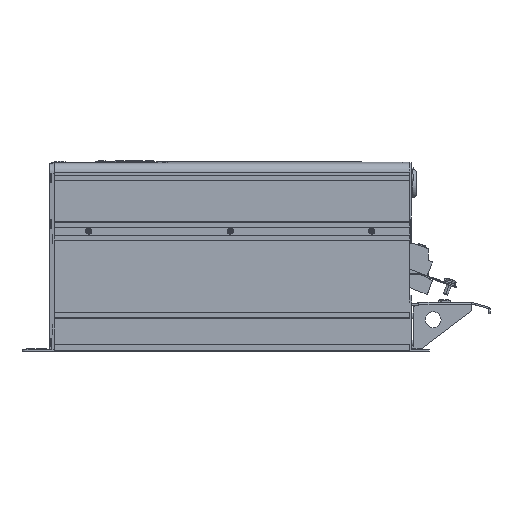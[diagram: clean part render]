
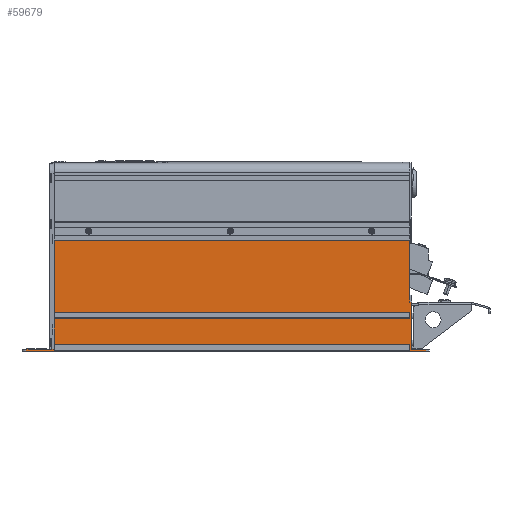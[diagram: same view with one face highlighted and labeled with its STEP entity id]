
A CAD part, left-side view. The second image highlights one B-rep face of the part: STEP entity #59679.
In plain terms, the highlighted planar face has unit normal (-1, 0, 0).
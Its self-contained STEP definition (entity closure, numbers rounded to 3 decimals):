
#771=DIRECTION('',(0.,-1.,0.));
#772=VECTOR('',#771,12.);
#773=CARTESIAN_POINT('',(-115.,223.75,1.));
#774=LINE('',#773,#772);
#819=DIRECTION('',(0.,0.,-1.));
#820=VECTOR('',#819,1.);
#821=CARTESIAN_POINT('',(-115.,211.75,1.));
#822=LINE('',#821,#820);
#823=DIRECTION('',(0.,0.,-1.));
#824=VECTOR('',#823,1.);
#825=CARTESIAN_POINT('',(-115.,223.75,1.));
#826=LINE('',#825,#824);
#827=DIRECTION('',(0.,1.,0.));
#828=VECTOR('',#827,36.);
#829=CARTESIAN_POINT('',(-115.,223.75,0.));
#830=LINE('',#829,#828);
#831=DIRECTION('',(0.,-1.,0.));
#832=VECTOR('',#831,33.);
#833=CARTESIAN_POINT('',(-115.,259.75,2.5));
#834=LINE('',#833,#832);
#835=DIRECTION('',(0.,-1.,0.));
#836=VECTOR('',#835,3.);
#837=CARTESIAN_POINT('',(-115.,226.75,2.5));
#838=LINE('',#837,#836);
#839=DIRECTION('',(0.,0.,-1.));
#840=VECTOR('',#839,1.4);
#841=CARTESIAN_POINT('',(-115.,223.75,2.5));
#842=LINE('',#841,#840);
#843=DIRECTION('',(0.,1.,0.));
#844=VECTOR('',#843,451.7);
#845=CARTESIAN_POINT('',(-115.,-227.95,9.1));
#846=LINE('',#845,#844);
#847=DIRECTION('',(0.,0.,1.));
#848=VECTOR('',#847,12.4);
#849=CARTESIAN_POINT('',(-115.,223.75,9.1));
#850=LINE('',#849,#848);
#851=DIRECTION('',(0.,0.,1.));
#852=VECTOR('',#851,12.);
#853=CARTESIAN_POINT('',(-115.,223.75,21.5));
#854=LINE('',#853,#852);
#855=DIRECTION('',(0.,0.,1.));
#856=VECTOR('',#855,8.6);
#857=CARTESIAN_POINT('',(-115.,223.75,33.5));
#858=LINE('',#857,#856);
#859=DIRECTION('',(0.,1.,0.));
#860=VECTOR('',#859,451.7);
#861=CARTESIAN_POINT('',(-115.,-227.95,48.7));
#862=LINE('',#861,#860);
#863=DIRECTION('',(0.,0.,1.));
#864=VECTOR('',#863,87.8);
#865=CARTESIAN_POINT('',(-115.,223.75,48.7));
#866=LINE('',#865,#864);
#867=DIRECTION('',(0.,0.,1.));
#868=VECTOR('',#867,4.6);
#869=CARTESIAN_POINT('',(-115.,223.75,136.5));
#870=LINE('',#869,#868);
#871=DIRECTION('',(0.,0.,-1.));
#872=VECTOR('',#871,78.6);
#873=CARTESIAN_POINT('',(-115.,-227.95,141.1));
#874=LINE('',#873,#872);
#875=DIRECTION('',(0.,1.,0.));
#876=VECTOR('',#875,460.);
#877=CARTESIAN_POINT('',(-115.,-248.25,0.));
#878=LINE('',#877,#876);
#4227=DIRECTION('',(0.,1.,0.));
#4228=VECTOR('',#4227,451.7);
#4229=CARTESIAN_POINT('',(-115.,-227.95,141.1));
#4230=LINE('',#4229,#4228);
#4275=DIRECTION('',(0.,0.,-1.));
#4276=VECTOR('',#4275,6.6);
#4277=CARTESIAN_POINT('',(-115.,-227.95,48.7));
#4278=LINE('',#4277,#4276);
#4287=DIRECTION('',(0.,1.,0.));
#4288=VECTOR('',#4287,451.7);
#4289=CARTESIAN_POINT('',(-115.,-227.95,42.1));
#4290=LINE('',#4289,#4288);
#4339=DIRECTION('',(0.,0.,-1.));
#4340=VECTOR('',#4339,8.);
#4341=CARTESIAN_POINT('',(-115.,-227.95,9.1));
#4342=LINE('',#4341,#4340);
#4351=DIRECTION('',(0.,1.,0.));
#4352=VECTOR('',#4351,451.7);
#4353=CARTESIAN_POINT('',(-115.,-227.95,1.1));
#4354=LINE('',#4353,#4352);
#32871=DIRECTION('',(0.,0.,-1.));
#32872=VECTOR('',#32871,2.5);
#32873=CARTESIAN_POINT('',(-115.,259.75,2.5));
#32874=LINE('',#32873,#32872);
#32983=DIRECTION('',(0.,1.,0.));
#32984=VECTOR('',#32983,2.5);
#32985=CARTESIAN_POINT('',(-115.,-230.45,62.5));
#32986=LINE('',#32985,#32984);
#33023=DIRECTION('',(0.,0.,1.));
#33024=VECTOR('',#33023,60.);
#33025=CARTESIAN_POINT('',(-115.,-230.45,2.5));
#33026=LINE('',#33025,#33024);
#38991=DIRECTION('',(0.,1.,0.));
#38992=VECTOR('',#38991,17.8);
#38993=CARTESIAN_POINT('',(-115.,-248.25,2.5));
#38994=LINE('',#38993,#38992);
#39038=DIRECTION('',(0.,0.,1.));
#39039=VECTOR('',#39038,2.5);
#39040=CARTESIAN_POINT('',(-115.,-248.25,0.));
#39041=LINE('',#39040,#39039);
#49346=CARTESIAN_POINT('',(-115.,-230.45,2.5));
#49347=VERTEX_POINT('',#49346);
#49348=CARTESIAN_POINT('',(-115.,-230.45,62.5));
#49349=VERTEX_POINT('',#49348);
#49442=CARTESIAN_POINT('',(-115.,-227.95,9.1));
#49443=CARTESIAN_POINT('',(-115.,-227.95,1.1));
#49444=VERTEX_POINT('',#49442);
#49445=VERTEX_POINT('',#49443);
#49458=CARTESIAN_POINT('',(-115.,-227.95,48.7));
#49459=CARTESIAN_POINT('',(-115.,-227.95,42.1));
#49460=VERTEX_POINT('',#49458);
#49461=VERTEX_POINT('',#49459);
#49498=CARTESIAN_POINT('',(-115.,-227.95,62.5));
#49499=VERTEX_POINT('',#49498);
#49500=CARTESIAN_POINT('',(-115.,-227.95,141.1));
#49501=VERTEX_POINT('',#49500);
#50178=CARTESIAN_POINT('',(-115.,-248.25,2.5));
#50180=VERTEX_POINT('',#50178);
#50203=CARTESIAN_POINT('',(-115.,-248.25,0.));
#50204=VERTEX_POINT('',#50203);
#50243=CARTESIAN_POINT('',(-115.,259.75,0.));
#50244=VERTEX_POINT('',#50243);
#50245=CARTESIAN_POINT('',(-115.,223.75,0.));
#50246=VERTEX_POINT('',#50245);
#50265=CARTESIAN_POINT('',(-115.,211.75,0.));
#50266=VERTEX_POINT('',#50265);
#50291=CARTESIAN_POINT('',(-115.,223.75,1.));
#50292=VERTEX_POINT('',#50291);
#50325=CARTESIAN_POINT('',(-115.,211.75,1.));
#50326=VERTEX_POINT('',#50325);
#50327=CARTESIAN_POINT('',(-115.,259.75,2.5));
#50328=VERTEX_POINT('',#50327);
#50329=CARTESIAN_POINT('',(-115.,226.75,2.5));
#50330=VERTEX_POINT('',#50329);
#50331=CARTESIAN_POINT('',(-115.,223.75,2.5));
#50332=VERTEX_POINT('',#50331);
#50333=CARTESIAN_POINT('',(-115.,223.75,1.1));
#50334=VERTEX_POINT('',#50333);
#50335=CARTESIAN_POINT('',(-115.,223.75,9.1));
#50336=VERTEX_POINT('',#50335);
#50337=CARTESIAN_POINT('',(-115.,223.75,21.5));
#50338=VERTEX_POINT('',#50337);
#50339=CARTESIAN_POINT('',(-115.,223.75,33.5));
#50340=VERTEX_POINT('',#50339);
#50341=CARTESIAN_POINT('',(-115.,223.75,42.1));
#50342=VERTEX_POINT('',#50341);
#50343=CARTESIAN_POINT('',(-115.,223.75,48.7));
#50344=VERTEX_POINT('',#50343);
#50345=CARTESIAN_POINT('',(-115.,223.75,136.5));
#50346=VERTEX_POINT('',#50345);
#50347=CARTESIAN_POINT('',(-115.,223.75,141.1));
#50348=VERTEX_POINT('',#50347);
#59623=CARTESIAN_POINT('',(-115.,223.75,227.));
#59624=DIRECTION('',(-1.,0.,0.));
#59625=DIRECTION('',(0.,0.,-1.));
#59626=AXIS2_PLACEMENT_3D('',#59623,#59624,#59625);
#59627=PLANE('',#59626);
#59628=ORIENTED_EDGE('',*,*,#59563,.F.);
#59630=ORIENTED_EDGE('',*,*,#59629,.T.);
#59632=ORIENTED_EDGE('',*,*,#59631,.T.);
#59634=ORIENTED_EDGE('',*,*,#59633,.F.);
#59636=ORIENTED_EDGE('',*,*,#59635,.T.);
#59638=ORIENTED_EDGE('',*,*,#59637,.T.);
#59640=ORIENTED_EDGE('',*,*,#59639,.T.);
#59642=ORIENTED_EDGE('',*,*,#59641,.F.);
#59644=ORIENTED_EDGE('',*,*,#59643,.F.);
#59646=ORIENTED_EDGE('',*,*,#59645,.T.);
#59648=ORIENTED_EDGE('',*,*,#59647,.T.);
#59650=ORIENTED_EDGE('',*,*,#59649,.T.);
#59652=ORIENTED_EDGE('',*,*,#59651,.T.);
#59654=ORIENTED_EDGE('',*,*,#59653,.F.);
#59656=ORIENTED_EDGE('',*,*,#59655,.F.);
#59658=ORIENTED_EDGE('',*,*,#59657,.T.);
#59660=ORIENTED_EDGE('',*,*,#59659,.T.);
#59662=ORIENTED_EDGE('',*,*,#59661,.T.);
#59664=ORIENTED_EDGE('',*,*,#59663,.F.);
#59665=ORIENTED_EDGE('',*,*,#59077,.T.);
#59667=ORIENTED_EDGE('',*,*,#59666,.F.);
#59669=ORIENTED_EDGE('',*,*,#59668,.F.);
#59671=ORIENTED_EDGE('',*,*,#59670,.F.);
#59673=ORIENTED_EDGE('',*,*,#59672,.F.);
#59675=ORIENTED_EDGE('',*,*,#59674,.T.);
#59676=ORIENTED_EDGE('',*,*,#59614,.F.);
#59677=EDGE_LOOP('',(#59628,#59630,#59632,#59634,#59636,#59638,#59640,#59642,
#59644,#59646,#59648,#59650,#59652,#59654,#59656,#59658,#59660,#59662,#59664,
#59665,#59667,#59669,#59671,#59673,#59675,#59676));
#59678=FACE_OUTER_BOUND('',#59677,.F.);
#59679=ADVANCED_FACE('',(#59678),#59627,.T.);
#59077=EDGE_CURVE('',#49501,#49499,#874,.T.);
#59563=EDGE_CURVE('',#50292,#50326,#774,.T.);
#59614=EDGE_CURVE('',#50326,#50266,#822,.T.);
#59629=EDGE_CURVE('',#50292,#50246,#826,.T.);
#59631=EDGE_CURVE('',#50246,#50244,#830,.T.);
#59633=EDGE_CURVE('',#50328,#50244,#32874,.T.);
#59635=EDGE_CURVE('',#50328,#50330,#834,.T.);
#59637=EDGE_CURVE('',#50330,#50332,#838,.T.);
#59639=EDGE_CURVE('',#50332,#50334,#842,.T.);
#59641=EDGE_CURVE('',#49445,#50334,#4354,.T.);
#59643=EDGE_CURVE('',#49444,#49445,#4342,.T.);
#59645=EDGE_CURVE('',#49444,#50336,#846,.T.);
#59647=EDGE_CURVE('',#50336,#50338,#850,.T.);
#59649=EDGE_CURVE('',#50338,#50340,#854,.T.);
#59651=EDGE_CURVE('',#50340,#50342,#858,.T.);
#59653=EDGE_CURVE('',#49461,#50342,#4290,.T.);
#59655=EDGE_CURVE('',#49460,#49461,#4278,.T.);
#59657=EDGE_CURVE('',#49460,#50344,#862,.T.);
#59659=EDGE_CURVE('',#50344,#50346,#866,.T.);
#59661=EDGE_CURVE('',#50346,#50348,#870,.T.);
#59663=EDGE_CURVE('',#49501,#50348,#4230,.T.);
#59666=EDGE_CURVE('',#49349,#49499,#32986,.T.);
#59668=EDGE_CURVE('',#49347,#49349,#33026,.T.);
#59670=EDGE_CURVE('',#50180,#49347,#38994,.T.);
#59672=EDGE_CURVE('',#50204,#50180,#39041,.T.);
#59674=EDGE_CURVE('',#50204,#50266,#878,.T.);
